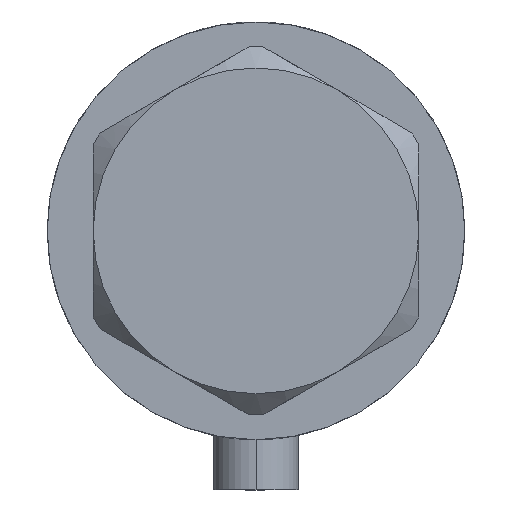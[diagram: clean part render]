
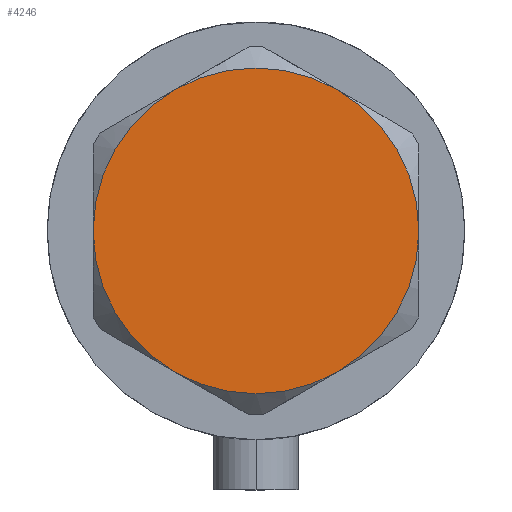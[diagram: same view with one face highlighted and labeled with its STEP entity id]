
A CAD part, left-side view. The second image highlights one B-rep face of the part: STEP entity #4246.
In plain terms, the highlighted face is planar.
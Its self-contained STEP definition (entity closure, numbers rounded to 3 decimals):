
#45 = EDGE_CURVE ( 'NONE', #599, #4262, #3560, .T. ) ;
#196 = AXIS2_PLACEMENT_3D ( 'NONE', #4166, #2440, #4138 ) ;
#248 = CARTESIAN_POINT ( 'NONE',  ( -23., 0., 13. ) ) ;
#418 = AXIS2_PLACEMENT_3D ( 'NONE', #4437, #1962, #1337 ) ;
#513 = CARTESIAN_POINT ( 'NONE',  ( 23., 0., 13. ) ) ;
#599 = VERTEX_POINT ( 'NONE', #4216 ) ;
#631 = CARTESIAN_POINT ( 'NONE',  ( 0., 0., 13. ) ) ;
#691 = CARTESIAN_POINT ( 'NONE',  ( 0., 0., 13. ) ) ;
#958 = DIRECTION ( 'NONE',  ( 1., 0., 0. ) ) ;
#1088 = EDGE_CURVE ( 'NONE', #2412, #599, #3497, .T. ) ;
#1337 = DIRECTION ( 'NONE',  ( 1., 0., 0. ) ) ;
#1418 = CIRCLE ( 'NONE', #3929, 23. ) ;
#1422 = VERTEX_POINT ( 'NONE', #3708 ) ;
#1560 = CIRCLE ( 'NONE', #2560, 23. ) ;
#1613 = DIRECTION ( 'NONE',  ( 1., 0., 0. ) ) ;
#1637 = ORIENTED_EDGE ( 'NONE', *, *, #4053, .T. ) ;
#1785 = CIRCLE ( 'NONE', #2791, 23. ) ;
#1962 = DIRECTION ( 'NONE',  ( 0., 0., 1. ) ) ;
#1972 = AXIS2_PLACEMENT_3D ( 'NONE', #691, #3481, #3115 ) ;
#1989 = DIRECTION ( 'NONE',  ( 0., 0., 1. ) ) ;
#2120 = CARTESIAN_POINT ( 'NONE',  ( -11.5, 19.919, 13. ) ) ;
#2293 = ORIENTED_EDGE ( 'NONE', *, *, #45, .T. ) ;
#2349 = CIRCLE ( 'NONE', #418, 23. ) ;
#2412 = VERTEX_POINT ( 'NONE', #513 ) ;
#2440 = DIRECTION ( 'NONE',  ( 0., 0., 1. ) ) ;
#2560 = AXIS2_PLACEMENT_3D ( 'NONE', #3434, #2810, #3090 ) ;
#2674 = DIRECTION ( 'NONE',  ( 0., 0., 1. ) ) ;
#2717 = ORIENTED_EDGE ( 'NONE', *, *, #4095, .T. ) ;
#2786 = PLANE ( 'NONE',  #196 ) ;
#2791 = AXIS2_PLACEMENT_3D ( 'NONE', #4416, #1989, #1613 ) ;
#2810 = DIRECTION ( 'NONE',  ( 0., 0., 1. ) ) ;
#2912 = VERTEX_POINT ( 'NONE', #3288 ) ;
#2919 = ORIENTED_EDGE ( 'NONE', *, *, #3093, .T. ) ;
#2993 = EDGE_CURVE ( 'NONE', #4114, #1422, #1418, .T. ) ;
#3003 = CARTESIAN_POINT ( 'NONE',  ( 0., 0., 13. ) ) ;
#3090 = DIRECTION ( 'NONE',  ( 1., 0., 0. ) ) ;
#3093 = EDGE_CURVE ( 'NONE', #1422, #2912, #1560, .T. ) ;
#3115 = DIRECTION ( 'NONE',  ( 1., 0., 0. ) ) ;
#3288 = CARTESIAN_POINT ( 'NONE',  ( 11.5, -19.919, 13. ) ) ;
#3358 = AXIS2_PLACEMENT_3D ( 'NONE', #631, #2674, #4451 ) ;
#3434 = CARTESIAN_POINT ( 'NONE',  ( 0., 0., 13. ) ) ;
#3481 = DIRECTION ( 'NONE',  ( 0., 0., 1. ) ) ;
#3497 = CIRCLE ( 'NONE', #3358, 23. ) ;
#3560 = CIRCLE ( 'NONE', #1972, 23. ) ;
#3708 = CARTESIAN_POINT ( 'NONE',  ( -11.5, -19.919, 13. ) ) ;
#3709 = EDGE_LOOP ( 'NONE', ( #1637, #4151, #2293, #2717, #4422, #2919 ) ) ;
#3844 = FACE_OUTER_BOUND ( 'NONE', #3709, .T. ) ;
#3929 = AXIS2_PLACEMENT_3D ( 'NONE', #3003, #4392, #958 ) ;
#4053 = EDGE_CURVE ( 'NONE', #2912, #2412, #1785, .T. ) ;
#4095 = EDGE_CURVE ( 'NONE', #4262, #4114, #2349, .T. ) ;
#4114 = VERTEX_POINT ( 'NONE', #248 ) ;
#4138 = DIRECTION ( 'NONE',  ( 1., 0., 0. ) ) ;
#4151 = ORIENTED_EDGE ( 'NONE', *, *, #1088, .T. ) ;
#4166 = CARTESIAN_POINT ( 'NONE',  ( 0., 0., 13. ) ) ;
#4216 = CARTESIAN_POINT ( 'NONE',  ( 11.5, 19.919, 13. ) ) ;
#4246 = ADVANCED_FACE ( 'NONE', ( #3844 ), #2786, .T. ) ;
#4262 = VERTEX_POINT ( 'NONE', #2120 ) ;
#4392 = DIRECTION ( 'NONE',  ( 0., 0., 1. ) ) ;
#4416 = CARTESIAN_POINT ( 'NONE',  ( 0., 0., 13. ) ) ;
#4422 = ORIENTED_EDGE ( 'NONE', *, *, #2993, .T. ) ;
#4437 = CARTESIAN_POINT ( 'NONE',  ( 0., 0., 13. ) ) ;
#4451 = DIRECTION ( 'NONE',  ( 1., 0., 0. ) ) ;
